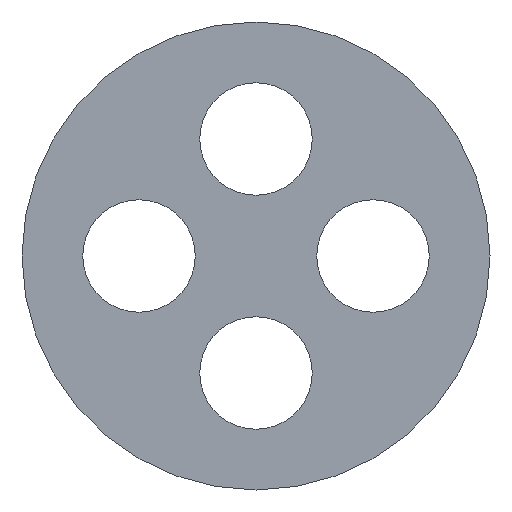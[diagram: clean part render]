
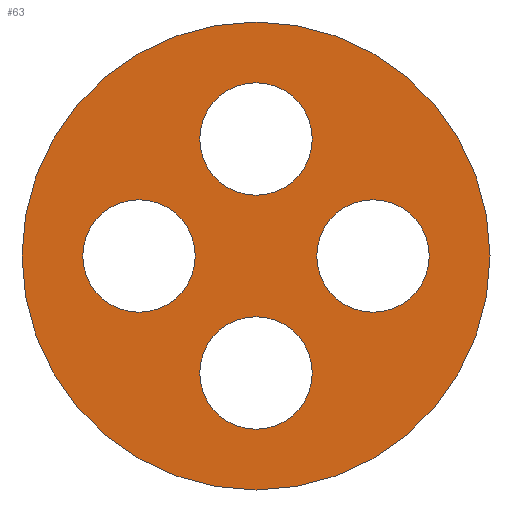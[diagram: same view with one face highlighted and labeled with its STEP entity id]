
A CAD part, left-side view. The second image highlights one B-rep face of the part: STEP entity #63.
In plain terms, the highlighted planar face has unit normal (-1, 0, 0).
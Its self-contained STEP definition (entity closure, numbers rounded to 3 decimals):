
#63 = ADVANCED_FACE( '', ( #150, #151, #152, #153, #154 ), #155, .F. );
#150 = FACE_BOUND( '', #271, .T. );
#151 = FACE_BOUND( '', #272, .T. );
#152 = FACE_BOUND( '', #273, .T. );
#153 = FACE_BOUND( '', #274, .T. );
#154 = FACE_OUTER_BOUND( '', #275, .T. );
#155 = PLANE( '', #276 );
#271 = EDGE_LOOP( '', ( #398 ) );
#272 = EDGE_LOOP( '', ( #399 ) );
#273 = EDGE_LOOP( '', ( #400 ) );
#274 = EDGE_LOOP( '', ( #401 ) );
#275 = EDGE_LOOP( '', ( #402 ) );
#276 = AXIS2_PLACEMENT_3D( '', #403, #404, #405 );
#398 = ORIENTED_EDGE( '', *, *, #685, .T. );
#399 = ORIENTED_EDGE( '', *, *, #686, .T. );
#400 = ORIENTED_EDGE( '', *, *, #687, .T. );
#401 = ORIENTED_EDGE( '', *, *, #688, .T. );
#402 = ORIENTED_EDGE( '', *, *, #683, .F. );
#403 = CARTESIAN_POINT( '', ( 0., 0., 0. ) );
#404 = DIRECTION( '', ( 1., 0., 0. ) );
#405 = DIRECTION( '', ( 0., 0., -1. ) );
#683 = EDGE_CURVE( '', #807, #807, #808, .T. );
#685 = EDGE_CURVE( '', #810, #810, #811, .T. );
#686 = EDGE_CURVE( '', #812, #812, #813, .T. );
#687 = EDGE_CURVE( '', #814, #814, #815, .T. );
#688 = EDGE_CURVE( '', #816, #816, #817, .T. );
#807 = VERTEX_POINT( '', #986 );
#808 = CIRCLE( '', #987, 10.4 );
#810 = VERTEX_POINT( '', #989 );
#811 = CIRCLE( '', #990, 2.5 );
#812 = VERTEX_POINT( '', #991 );
#813 = CIRCLE( '', #992, 2.5 );
#814 = VERTEX_POINT( '', #993 );
#815 = CIRCLE( '', #994, 2.5 );
#816 = VERTEX_POINT( '', #995 );
#817 = CIRCLE( '', #996, 2.5 );
#986 = CARTESIAN_POINT( '', ( 0., 0., -10.4 ) );
#987 = AXIS2_PLACEMENT_3D( '', #1199, #1200, #1201 );
#989 = CARTESIAN_POINT( '', ( 0., 0., 2.7 ) );
#990 = AXIS2_PLACEMENT_3D( '', #1202, #1203, #1204 );
#991 = CARTESIAN_POINT( '', ( 0., -5.2, -2.5 ) );
#992 = AXIS2_PLACEMENT_3D( '', #1205, #1206, #1207 );
#993 = CARTESIAN_POINT( '', ( 0., 5.2, -2.5 ) );
#994 = AXIS2_PLACEMENT_3D( '', #1208, #1209, #1210 );
#995 = CARTESIAN_POINT( '', ( 0., 0., -7.7 ) );
#996 = AXIS2_PLACEMENT_3D( '', #1211, #1212, #1213 );
#1199 = CARTESIAN_POINT( '', ( 0., 0., 0. ) );
#1200 = DIRECTION( '', ( 1., 0., 0. ) );
#1201 = DIRECTION( '', ( 0., 0., -1. ) );
#1202 = CARTESIAN_POINT( '', ( 0., 0., 5.2 ) );
#1203 = DIRECTION( '', ( 1., 0., 0. ) );
#1204 = DIRECTION( '', ( 0., 0., -1. ) );
#1205 = CARTESIAN_POINT( '', ( 0., -5.2, 0. ) );
#1206 = DIRECTION( '', ( 1., 0., 0. ) );
#1207 = DIRECTION( '', ( 0., 0., -1. ) );
#1208 = CARTESIAN_POINT( '', ( 0., 5.2, 0. ) );
#1209 = DIRECTION( '', ( 1., 0., 0. ) );
#1210 = DIRECTION( '', ( 0., 0., -1. ) );
#1211 = CARTESIAN_POINT( '', ( 0., 0., -5.2 ) );
#1212 = DIRECTION( '', ( 1., 0., 0. ) );
#1213 = DIRECTION( '', ( 0., 0., -1. ) );
